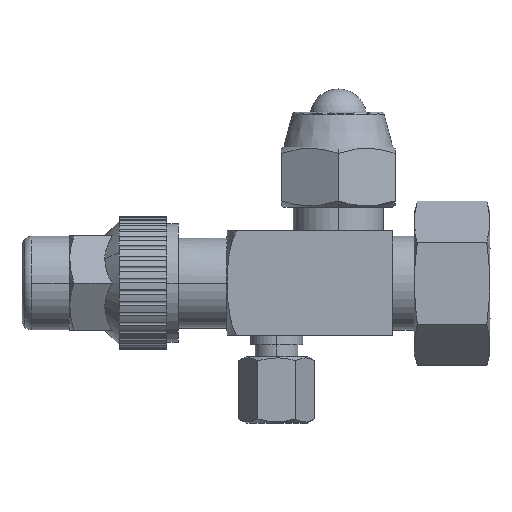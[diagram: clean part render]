
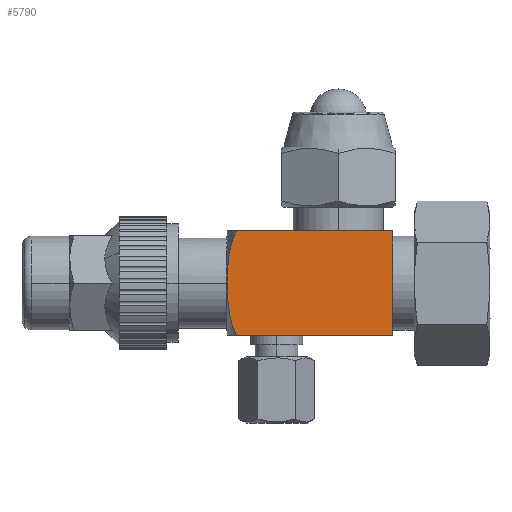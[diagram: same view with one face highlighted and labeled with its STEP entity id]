
A CAD part, left-side view. The second image highlights one B-rep face of the part: STEP entity #5790.
In plain terms, the highlighted planar face has unit normal (-1, 0, 0).
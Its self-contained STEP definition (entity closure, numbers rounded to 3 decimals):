
#1362=CARTESIAN_POINT('',(6.292,55.387,-32.5));
#1363=CARTESIAN_POINT('',(6.292,55.387,-31.868));
#1364=CARTESIAN_POINT('',(6.292,55.371,-30.607));
#1365=CARTESIAN_POINT('',(6.292,55.287,-28.726));
#1366=CARTESIAN_POINT('',(6.292,55.105,-26.848));
#1367=CARTESIAN_POINT('',(6.292,54.778,-25.));
#1368=CARTESIAN_POINT('',(6.292,54.257,-23.196));
#1369=CARTESIAN_POINT('',(6.292,53.755,-22.053));
#1370=CARTESIAN_POINT('',(6.292,53.457,-21.5));
#1392=DIRECTION('',(0.,-1.,0.));
#1393=VECTOR('',#1392,32.957);
#1394=CARTESIAN_POINT('',(6.292,53.457,-21.5));
#1395=LINE('',#1394,#1393);
#1406=DIRECTION('',(0.,-1.,0.));
#1407=VECTOR('',#1406,32.957);
#1408=CARTESIAN_POINT('',(6.292,53.457,-43.5));
#1409=LINE('',#1408,#1407);
#1424=DIRECTION('',(0.,0.,-1.));
#1425=VECTOR('',#1424,22.);
#1426=CARTESIAN_POINT('',(6.292,20.5,-21.5));
#1427=LINE('',#1426,#1425);
#1479=CARTESIAN_POINT('',(6.292,53.457,-43.5));
#1480=CARTESIAN_POINT('',(6.292,53.755,-42.947));
#1481=CARTESIAN_POINT('',(6.292,54.257,-41.804));
#1482=CARTESIAN_POINT('',(6.292,54.778,-40.));
#1483=CARTESIAN_POINT('',(6.292,55.105,-38.152));
#1484=CARTESIAN_POINT('',(6.292,55.287,-36.274));
#1485=CARTESIAN_POINT('',(6.292,55.371,-34.392));
#1486=CARTESIAN_POINT('',(6.292,55.387,-33.132));
#1487=CARTESIAN_POINT('',(6.292,55.387,-32.5));
#3854=CARTESIAN_POINT('',(6.292,20.5,-21.5));
#3855=CARTESIAN_POINT('',(6.292,20.5,-43.5));
#3856=VERTEX_POINT('',#3854);
#3857=VERTEX_POINT('',#3855);
#3862=CARTESIAN_POINT('',(6.292,53.457,-43.5));
#3863=VERTEX_POINT('',#3862);
#3864=CARTESIAN_POINT('',(6.292,53.457,-21.5));
#3865=VERTEX_POINT('',#3864);
#4042=CARTESIAN_POINT('',(6.292,55.387,-32.5));
#4043=VERTEX_POINT('',#4042);
#5775=CARTESIAN_POINT('',(6.292,20.5,-43.5));
#5776=DIRECTION('',(-1.,0.,0.));
#5777=DIRECTION('',(0.,0.,1.));
#5778=AXIS2_PLACEMENT_3D('',#5775,#5776,#5777);
#5779=PLANE('',#5778);
#5781=ORIENTED_EDGE('',*,*,#5780,.F.);
#5783=ORIENTED_EDGE('',*,*,#5782,.T.);
#5784=ORIENTED_EDGE('',*,*,#5741,.T.);
#5785=ORIENTED_EDGE('',*,*,#5759,.T.);
#5787=ORIENTED_EDGE('',*,*,#5786,.T.);
#5788=EDGE_LOOP('',(#5781,#5783,#5784,#5785,#5787));
#5789=FACE_OUTER_BOUND('',#5788,.F.);
#5790=ADVANCED_FACE('',(#5789),#5779,.T.);
#1371=B_SPLINE_CURVE_WITH_KNOTS('',3,(#1362,#1363,#1364,#1365,#1366,#1367,#1368,
#1369,#1370),.UNSPECIFIED.,.F.,.F.,(4,1,1,1,1,1,4),(0.,0.167,
0.333,0.5,0.667,0.833,1.),
.UNSPECIFIED.);
#1488=B_SPLINE_CURVE_WITH_KNOTS('',3,(#1479,#1480,#1481,#1482,#1483,#1484,#1485,
#1486,#1487),.UNSPECIFIED.,.F.,.F.,(4,1,1,1,1,1,4),(0.,0.167,
0.333,0.5,0.667,0.833,1.),
.UNSPECIFIED.);
#5741=EDGE_CURVE('',#4043,#3865,#1371,.T.);
#5759=EDGE_CURVE('',#3865,#3856,#1395,.T.);
#5780=EDGE_CURVE('',#3863,#3857,#1409,.T.);
#5782=EDGE_CURVE('',#3863,#4043,#1488,.T.);
#5786=EDGE_CURVE('',#3856,#3857,#1427,.T.);
